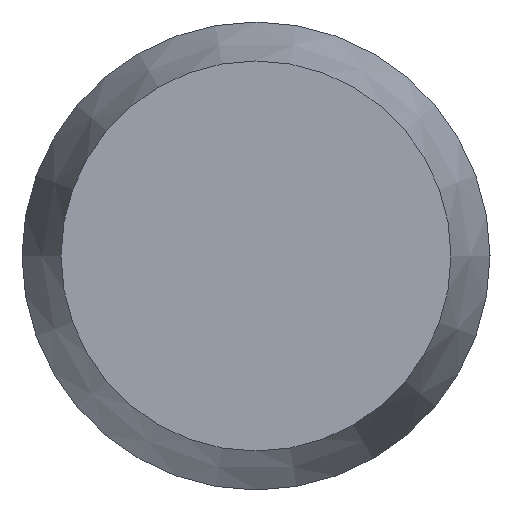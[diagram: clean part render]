
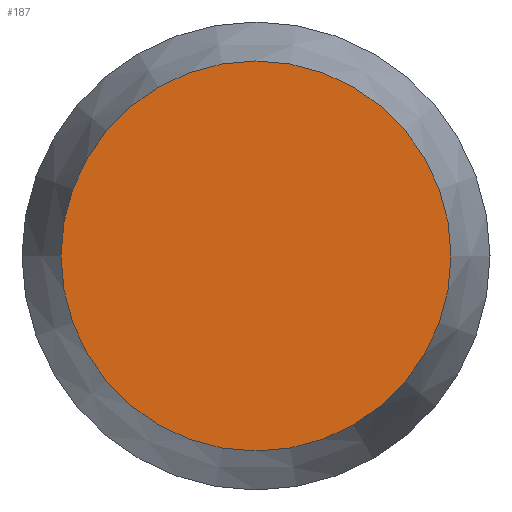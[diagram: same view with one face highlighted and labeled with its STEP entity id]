
A CAD part, front view. The second image highlights one B-rep face of the part: STEP entity #187.
In plain terms, the highlighted planar face has unit normal (0, -1, 0).
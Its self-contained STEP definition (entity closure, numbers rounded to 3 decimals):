
#167=CARTESIAN_POINT('',(-2.5,0.,0.0));
#168=VERTEX_POINT('',#167);
#169=CARTESIAN_POINT('',(0.0,0.0,0.0));
#170=DIRECTION('',(0.,1.0,0.0));
#171=DIRECTION('',(-1.0,0.,0.0));
#172=AXIS2_PLACEMENT_3D('',#169,#170,#171);
#173=CIRCLE('',#172,2.5);
#174=EDGE_CURVE('',#168,#168,#173,.T.);
#179=CARTESIAN_POINT('',(0.,0.,0.0));
#180=DIRECTION('',(0.,1.0,0.0));
#181=DIRECTION('',(-1.0,0.,0.0));
#182=AXIS2_PLACEMENT_3D('',#179,#180,#181);
#183=PLANE('',#182);
#184=ORIENTED_EDGE('',*,*,#174,.F.);
#185=EDGE_LOOP('',(#184));
#186=FACE_OUTER_BOUND('',#185,.T.);
#187=ADVANCED_FACE('',(#186),#183,.F.);
